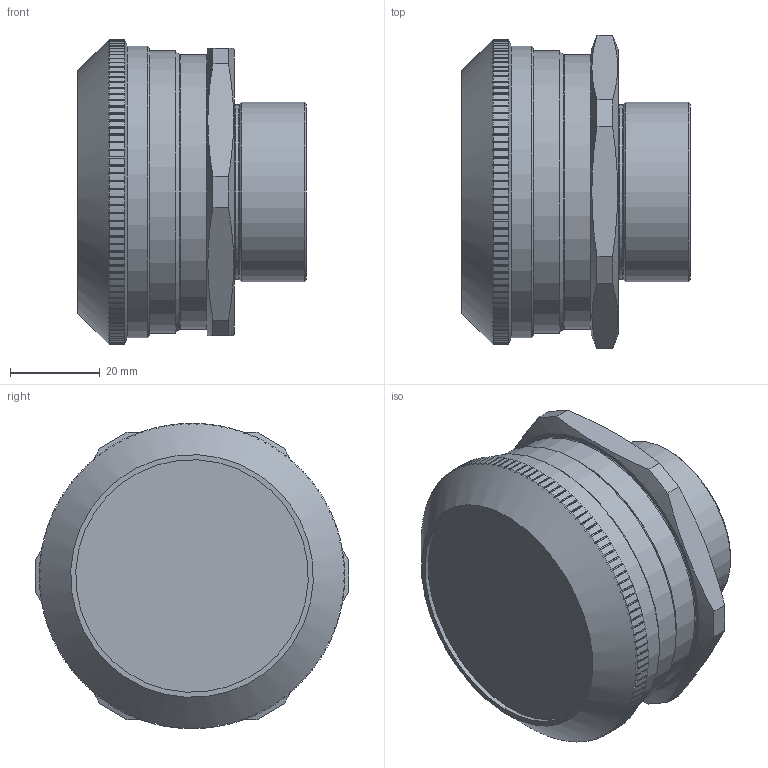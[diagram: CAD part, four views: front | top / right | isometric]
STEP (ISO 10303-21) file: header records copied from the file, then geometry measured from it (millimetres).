
FILE_DESCRIPTION(/* description */ (''),/* implementation_level */ '2;1');
FILE_NAME(/* name */ 'ZETARUS MTK-M40-T40.stp',/* time_stamp */ '2022-03-10T09:25:51+07:00',/* author */ ('zeta-09'),/* organization */ (''),/* preprocessor_version */ 'ST-DEVELOPER v18.1',/* originating_system */ 'Autodesk Inventor 2021',/* authorisation */ '');
FILE_SCHEMA (('AUTOMOTIVE_DESIGN { 1 0 10303 214 3 1 1 }'));
Length unit declared in the file: millimetre
Products named in the file (1): Деталь69
Bounding box: 50.9 x 69.9 x 68 mm (x, y, z)
Volume: 113867.8 mm3; surface area: 18149.1 mm2
Topology: 1 solids, 1 shells, 519 faces, 1530 edges, 1018 vertices
Faces by surface type: plane 379, cylinder 127, cone 9, torus 4
Full cylindrical faces by diameter (mm): 36 x1, 39 x1, 40 x1, 51.8 x1, 61.1 x1, 62.9 x1, 65 x1
Entity records: 16963 total; most frequent: CARTESIAN_POINT 3604, ORIENTED_EDGE 3060, DIRECTION 2576, EDGE_CURVE 1530, VERTEX_POINT 1018, LINE 988, VECTOR 988, AXIS2_PLACEMENT_3D 794
